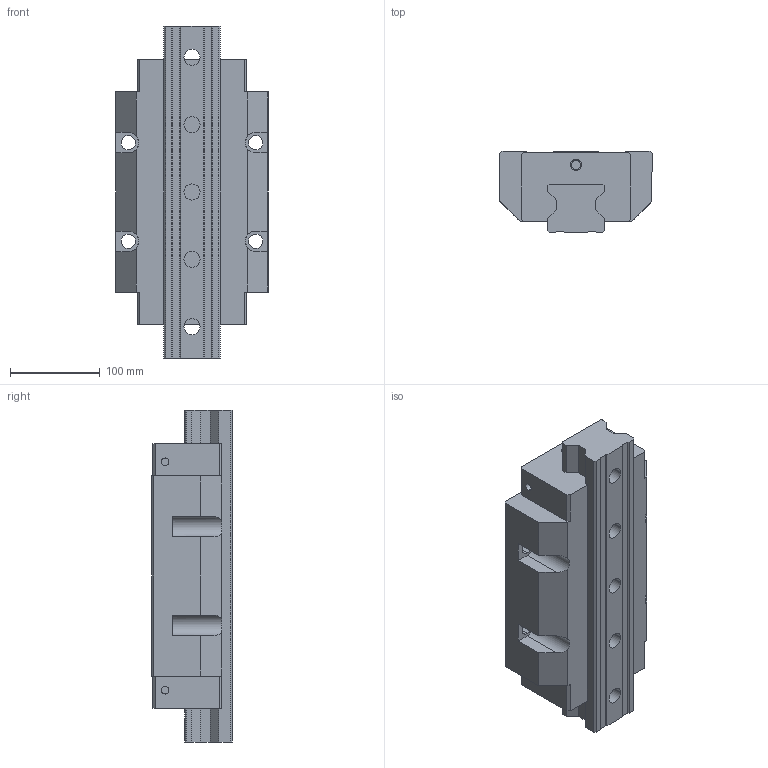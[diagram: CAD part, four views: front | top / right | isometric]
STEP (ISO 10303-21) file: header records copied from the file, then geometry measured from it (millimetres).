
FILE_DESCRIPTION((''),'2;1');
FILE_NAME('RGW65HC_ASM','2008-07-11T',('danharen'),(''),'PRO/ENGINEER BY PARAMETRIC TECHNOLOGY CORPORATION, 2004360','PRO/ENGINEER BY PARAMETRIC TECHNOLOGY CORPORATION, 2004360','');
FILE_SCHEMA(('CONFIG_CONTROL_DESIGN'));
Length unit declared in the file: millimetre
Products named in the file (4): RGW65HC_BLOCK_5; PRT0014; RGW65HC_ASM_5_ASM; RGW65HC_ASM
Assembly tree (3 placements, depth 3):
  RGW65HC_ASM
    RGW65HC_ASM_5_ASM
      RGW65HC_BLOCK_5
      PRT0014
Bounding box: 170 x 90 x 370 mm (x, y, z)
Volume: 3691851.5 mm3; surface area: 310172.6 mm2
Topology: 2 solids, 2 shells, 199 faces, 550 edges, 374 vertices
Faces by surface type: plane 121, cylinder 68, cone 10
Entity records: 6588 total; most frequent: CARTESIAN_POINT 1160, DIRECTION 1124, ORIENTED_EDGE 1100, EDGE_CURVE 550, VECTOR 376, LINE 376, AXIS2_PLACEMENT_3D 374, VERTEX_POINT 374
